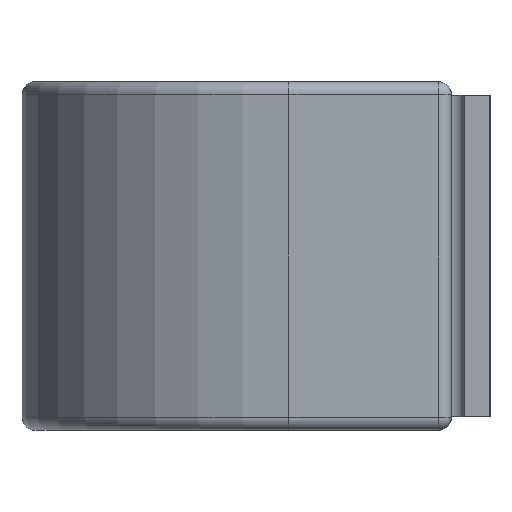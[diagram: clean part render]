
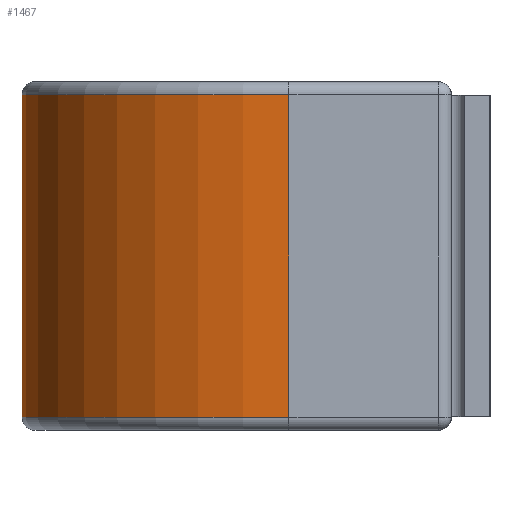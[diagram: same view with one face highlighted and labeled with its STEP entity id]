
A CAD part, left-side view. The second image highlights one B-rep face of the part: STEP entity #1467.
In plain terms, the highlighted cylindrical face has radius 15.812 mm (diameter 31.623 mm), a partial arc.
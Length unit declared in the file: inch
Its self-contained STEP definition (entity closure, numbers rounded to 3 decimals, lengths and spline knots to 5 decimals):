
#42 = DIRECTION ( 'NONE',  ( 0., 0., 1. ) ) ;
#70 = FACE_OUTER_BOUND ( 'NONE', #1965, .T. ) ;
#72 = EDGE_CURVE ( 'NONE', #521, #341, #1726, .T. ) ;
#265 = VECTOR ( 'NONE', #1953, 39.37008 ) ;
#293 = CARTESIAN_POINT ( 'NONE',  ( 0.8765, 0.46875, 0.37625 ) ) ;
#341 = VERTEX_POINT ( 'NONE', #1238 ) ;
#368 = CARTESIAN_POINT ( 'NONE',  ( 0.8765, 0.46875, -0.37625 ) ) ;
#374 = AXIS2_PLACEMENT_3D ( 'NONE', #980, #42, #1125 ) ;
#458 = ORIENTED_EDGE ( 'NONE', *, *, #712, .T. ) ;
#521 = VERTEX_POINT ( 'NONE', #1860 ) ;
#619 = AXIS2_PLACEMENT_3D ( 'NONE', #1714, #823, #1856 ) ;
#671 = LINE ( 'NONE', #1346, #265 ) ;
#712 = EDGE_CURVE ( 'NONE', #521, #1126, #1436, .T. ) ;
#776 = CARTESIAN_POINT ( 'NONE',  ( 1.499, 0.46875, 0.375 ) ) ;
#790 = ORIENTED_EDGE ( 'NONE', *, *, #1403, .T. ) ;
#823 = DIRECTION ( 'NONE',  ( 0., 0., 1. ) ) ;
#934 = DIRECTION ( 'NONE',  ( 0., 0., 1. ) ) ;
#980 = CARTESIAN_POINT ( 'NONE',  ( 1.499, 0.46875, 0.37625 ) ) ;
#990 = VECTOR ( 'NONE', #1324, 39.37008 ) ;
#1032 = ORIENTED_EDGE ( 'NONE', *, *, #72, .F. ) ;
#1070 = CYLINDRICAL_SURFACE ( 'NONE', #1855, 0.6225 ) ;
#1109 = EDGE_CURVE ( 'NONE', #341, #1394, #1984, .T. ) ;
#1125 = DIRECTION ( 'NONE',  ( 1., 0., 0. ) ) ;
#1126 = VERTEX_POINT ( 'NONE', #368 ) ;
#1238 = CARTESIAN_POINT ( 'NONE',  ( 2.1215, 0.46875, 0.37625 ) ) ;
#1324 = DIRECTION ( 'NONE',  ( 0., 0., 1. ) ) ;
#1329 = CARTESIAN_POINT ( 'NONE',  ( 2.1215, 0.46875, -0.37625 ) ) ;
#1346 = CARTESIAN_POINT ( 'NONE',  ( 0.8765, 0.46875, -0.37625 ) ) ;
#1394 = VERTEX_POINT ( 'NONE', #293 ) ;
#1403 = EDGE_CURVE ( 'NONE', #1126, #1394, #671, .T. ) ;
#1436 = CIRCLE ( 'NONE', #619, 0.6225 ) ;
#1467 = ADVANCED_FACE ( 'NONE', ( #70 ), #1070, .T. ) ;
#1521 = ORIENTED_EDGE ( 'NONE', *, *, #1109, .F. ) ;
#1666 = DIRECTION ( 'NONE',  ( 1., 0., 0. ) ) ;
#1714 = CARTESIAN_POINT ( 'NONE',  ( 1.499, 0.46875, -0.37625 ) ) ;
#1726 = LINE ( 'NONE', #1329, #990 ) ;
#1855 = AXIS2_PLACEMENT_3D ( 'NONE', #776, #934, #1666 ) ;
#1856 = DIRECTION ( 'NONE',  ( 1., 0., 0. ) ) ;
#1860 = CARTESIAN_POINT ( 'NONE',  ( 2.1215, 0.46875, -0.37625 ) ) ;
#1953 = DIRECTION ( 'NONE',  ( 0., 0., 1. ) ) ;
#1965 = EDGE_LOOP ( 'NONE', ( #1032, #458, #790, #1521 ) ) ;
#1984 = CIRCLE ( 'NONE', #374, 0.6225 ) ;
